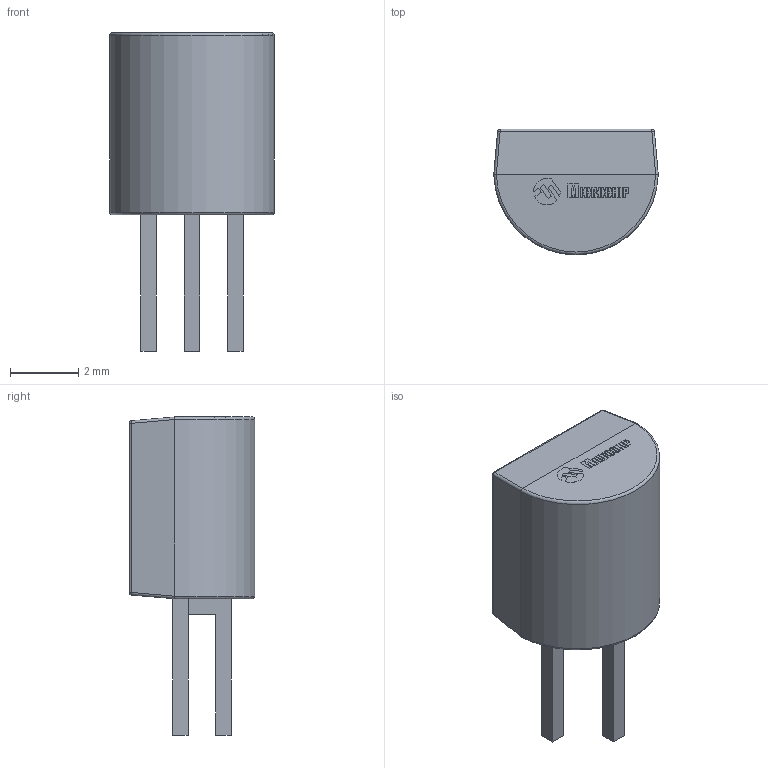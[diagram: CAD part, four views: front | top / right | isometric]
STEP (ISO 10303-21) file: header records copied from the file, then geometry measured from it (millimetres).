
FILE_DESCRIPTION(/* description */ (''),/* implementation_level */ '2;1');
FILE_NAME(/* name */ 'TO-92.stp',/* time_stamp */ '2020-07-14T21:19:44+02:00',/* author */ ('Khaled'),/* organization */ (''),/* preprocessor_version */ 'ST-DEVELOPER v18',/* originating_system */ 'Autodesk Inventor 2020',/* authorisation */ '');
FILE_SCHEMA (('AUTOMOTIVE_DESIGN { 1 0 10303 214 3 1 1 }'));
Length unit declared in the file: inch
Products named in the file (5): TO-92; 1; 2; Microchip logo; microchip
Assembly tree (4 placements, depth 2):
  TO-92
    1
    2
    Microchip logo
    microchip
Bounding box: 4.82 x 3.68 x 9.34 mm (x, y, z)
Volume: 82.6 mm3; surface area: 133.2 mm2
Topology: 14 solids, 14 shells, 189 faces, 476 edges, 312 vertices
Faces by surface type: plane 137, bspline 36, cylinder 11, sphere 3, torus 2
Entity records: 6091 total; most frequent: CARTESIAN_POINT 1593, ORIENTED_EDGE 946, DIRECTION 740, EDGE_CURVE 473, LINE 376, VECTOR 376, VERTEX_POINT 312, EDGE_LOOP 197
